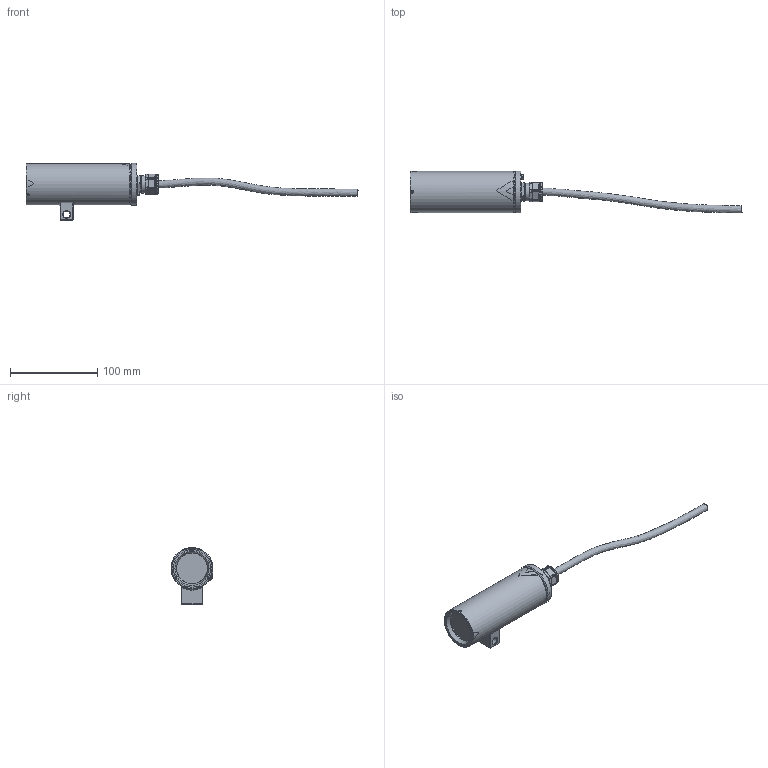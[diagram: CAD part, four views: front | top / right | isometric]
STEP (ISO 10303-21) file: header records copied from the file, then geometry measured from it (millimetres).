
FILE_DESCRIPTION(/* description */ (''),/* implementation_level */ '2;1');
FILE_NAME(/* name */ 'liteServer Ex.micro.24.CO.90.stp',/* time_stamp */ '2023-05-15T10:50:19+02:00',/* author */ ('Thiemo Gruber'),/* organization */ (''),/* preprocessor_version */ 'ST-DEVELOPER v19.2',/* originating_system */ 'Autodesk Inventor 2023',/* authorisation */ '');
FILE_SCHEMA (('AUTOMOTIVE_DESIGN { 1 0 10303 214 3 1 1 }'));
Products named in the file (42): liteServer Ex.micro.24.CO.90; T07-VA0.1.K1.BOR_(Ex d enlosure); T07_VA0.1.R_mit Nocke_rev.00; T07_VA0.1.R_mit Nocke_rev.00_1; T07_VA0.4.R_bare_(BAU)_rev.02; VA1.2.R_Nocke (M8)_rev.00; T07_VA0.x Gylon Dichtung_rev.00; Silikonpufferring_rev.03; T07_VA0.x.BOR_compound; Borosilikatglas DIN 7080-1_40x12; Silikonpassring_rev.01; T07_VA0.x.BOR_Passring_bare_rev.05; ISO 4762  - M3 x 10; DIN 913 - M3 x 3; DIN 84 - M3 x 4; DIN 128 - A3; DIN 433 - 3,2; LEDB00 PLUGGABLE_vers.05_rev.01; LEDB00_Part1_bare_vers.05_rev.02; CMP-JI_1895_MINISTECKER; CMP-JI_1895_MINISTECKER_1; LEDB00_Part2_bare_vers.05_rev.08; CMP-JI_1705_MINIKUPPLUNG; CMP-JI_1705_MINIKUPPLUNG_1; ISO 7045 - M2,5 x 5 - 4.8 - H; NF E 25-111 - M3x6 Festigkeitsklasse 4.8; MEAN WELL LDB-350LW; COB-LED, 10W, 900...1100lm, kaltweiß_(94-121440); SEPA HERNON Dissipator COB LED; SEPA HERNON Aktivator COB LED; ISO 7380 - M3 x 8; Blende liteServer Ex.micro.-xx-vers.02(clipmount)_rev.04; T07_VA0.x.K1_bare_rev.00; DIN 914 - M3 x 6; ISO 10642 - M3 x  10; Ölflex Heat 125 MC_(hardw.rev.01); KLE ADE 1F Typ4 M20; KLE ADE 1F Typ4 M20_1; KLE Gummieinsatz M20_(CAP806675V1)_4,5...8,5mm; piktogramm heiße oberfläche2 ...
Assembly tree (65 placements, depth 4):
  liteServer Ex.micro.24.CO.90
    T07-VA0.1.K1.BOR_(Ex d enlosure)
      T07_VA0.x.K1_bare_rev.00
      T07_VA0.1.R_mit Nocke_rev.00
        T07_VA0.1.R_mit Nocke_rev.00_1
        T07_VA0.4.R_bare_(BAU)_rev.02
        VA1.2.R_Nocke (M8)_rev.00
      T07_VA0.x Gylon Dichtung_rev.00
      Silikonpufferring_rev.03
      T07_VA0.x.BOR_compound
      Borosilikatglas DIN 7080-1_40x12
      Silikonpassring_rev.01
      T07_VA0.x.BOR_Passring_bare_rev.05
      ISO 4762  - M3 x 10  x6
      DIN 128 - A3  x7
      DIN 913 - M3 x 3  x3
      DIN 84 - M3 x 4
      DIN 433 - 3,2
    LEDB00 PLUGGABLE_vers.05_rev.01
      LEDB00_Part1_bare_vers.05_rev.02
      CMP-JI_1895_MINISTECKER
        CMP-JI_1895_MINISTECKER_1
        ISO 7045 - M2,5 x 5 - 4.8 - H  x2
      LEDB00_Part2_bare_vers.05_rev.08
      CMP-JI_1705_MINIKUPPLUNG
        CMP-JI_1705_MINIKUPPLUNG_1
        ISO 7045 - M2,5 x 5 - 4.8 - H  x2
      NF E 25-111 - M3x6 Festigkeitsklasse 4.8
      MEAN WELL LDB-350LW
      COB-LED, 10W, 900...1100lm, kaltweiß_(94-121440)
      SEPA HERNON Dissipator COB LED
      SEPA HERNON Aktivator COB LED
      ISO 7380 - M3 x 8  x4
      ISO 10642 - M3 x  10  x3
      Blende liteServer Ex.micro.-xx-vers.02(clipmount)_rev.04
      T07_VA0.x.K1_bare_rev.00
      DIN 914 - M3 x 6  x2
    Ölflex Heat 125 MC_(hardw.rev.01)
    KLE ADE 1F Typ4 M20
      KLE ADE 1F Typ4 M20_1
      KLE Gummieinsatz M20_(CAP806675V1)_4,5...8,5mm
    piktogramm heiße oberfläche2
    piktogramm Laserstrahlung  x2
    piktogramm heiße oberfläche2_(SL25mm)
Bounding box: 380.08 x 48 x 65.5 mm (x, y, z)
Volume: 182131.1 mm3; surface area: 117498.5 mm2
Topology: 62 solids, 62 shells, 4240 faces, 10594 edges, 6559 vertices
Faces by surface type: plane 1347, bspline 1139, cylinder 973, torus 417, cone 345, sphere 19
Full cylindrical faces by diameter (mm): 1.88 x4, 2 x5, 2.013 x1, 2.1 x6, 2.2 x5, 2.256 x4, 2.288 x2, 2.459 x22, 2.5 x12, 2.53 x3, 2.7 x1, 2.729 x1, 2.8 x3, 2.9 x2, 3 x22, 3.1 x4, 3.2 x1, 3.4 x12, 4.5 x2, 4.6 x4, 5.5 x7, 5.7 x4, 6 x1, 6.5 x13, 8.1 x1, 8.3 x1, 15.5 x1, 16.197 x1, 16.2 x1, 16.4 x1
Entity records: 141516 total; most frequent: CARTESIAN_POINT 57727, ORIENTED_EDGE 17894, DIRECTION 15348, EDGE_CURVE 8947, AXIS2_PLACEMENT_3D 5848, VERTEX_POINT 5574, EDGE_LOOP 3911, LINE 3652
